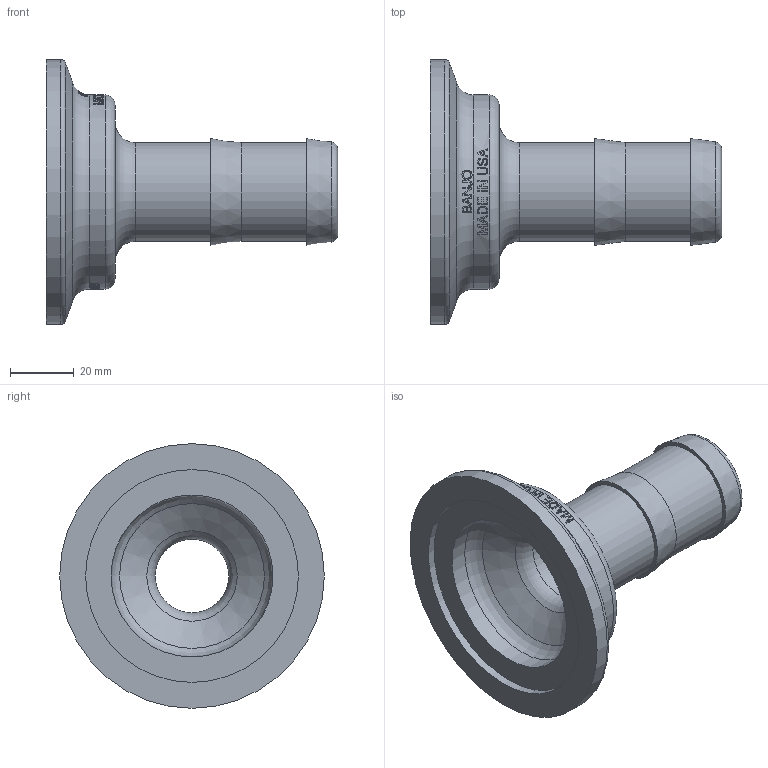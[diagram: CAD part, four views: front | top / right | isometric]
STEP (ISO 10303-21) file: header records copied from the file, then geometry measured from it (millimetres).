
FILE_DESCRIPTION(/* description */ ('2" FP FLANGE X 1 1/4" HOSE BARB'),/* implementation_level */ '2;1');
FILE_NAME(/* name */ 'M220125BRB.stp',/* time_stamp */ '2016-12-05T11:41:59-05:00',/* author */ ('DLC'),/* organization */ (''),/* preprocessor_version */ 'ST-DEVELOPER v16.5',/* originating_system */ 'Autodesk Inventor 2017',/* authorisation */ '');
FILE_SCHEMA (('AUTOMOTIVE_DESIGN { 1 0 10303 214 3 1 1 }'));
Length unit declared in the file: inch
Products named in the file (2): M220125BRB; M220125BRBU
Assembly tree (1 placements, depth 2):
  M220125BRB
    M220125BRBU
Bounding box: 91.44 x 83.06 x 83.06 mm (x, y, z)
Volume: 69302.8 mm3; surface area: 27729.4 mm2
Topology: 1 solids, 1 shells, 406 faces, 1078 edges, 715 vertices
Faces by surface type: plane 198, bspline 155, cylinder 35, torus 14, cone 4
Full cylindrical faces by diameter (mm): 23.114 x1, 30.988 x2, 50.8 x1, 60.96 x1, 66.802 x1, 83.058 x1
Entity records: 15323 total; most frequent: CARTESIAN_POINT 5970, ORIENTED_EDGE 2116, DIRECTION 1562, EDGE_CURVE 1058, VERTEX_POINT 713, AXIS2_PLACEMENT_3D 554, EDGE_LOOP 467, LINE 454
